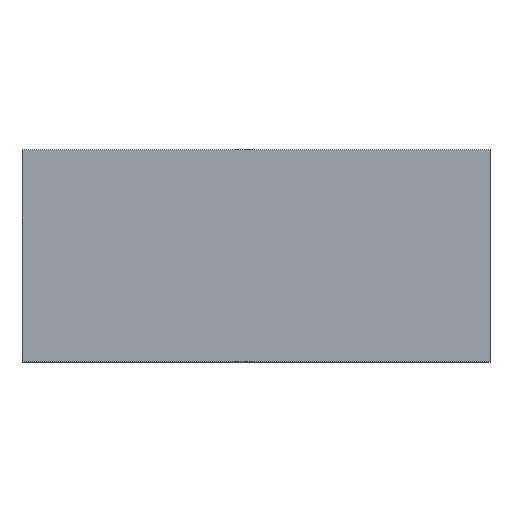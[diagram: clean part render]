
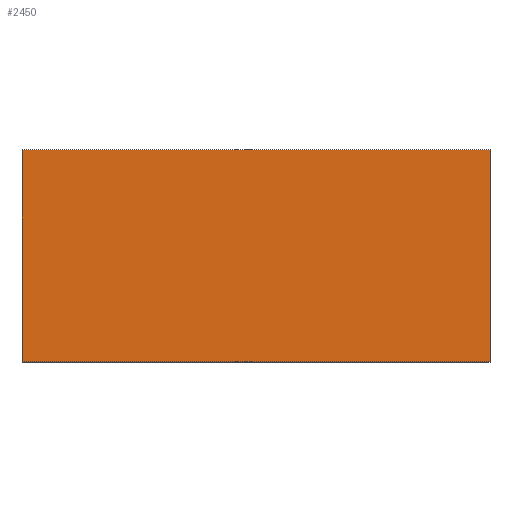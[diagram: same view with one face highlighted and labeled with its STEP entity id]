
A CAD part, top view. The second image highlights one B-rep face of the part: STEP entity #2450.
In plain terms, the highlighted planar face has unit normal (0, 0, 1).
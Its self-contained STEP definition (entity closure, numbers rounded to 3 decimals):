
#285=ORIENTED_EDGE('',*,*,#731,.T.);
#286=ORIENTED_EDGE('',*,*,#750,.F.);
#287=ORIENTED_EDGE('',*,*,#724,.F.);
#288=ORIENTED_EDGE('',*,*,#754,.T.);
#724=EDGE_CURVE('',#970,#971,#1126,.T.);
#731=EDGE_CURVE('',#978,#977,#1133,.T.);
#750=EDGE_CURVE('',#971,#977,#1152,.T.);
#754=EDGE_CURVE('',#970,#978,#1156,.T.);
#970=VERTEX_POINT('',#3367);
#971=VERTEX_POINT('',#3369);
#977=VERTEX_POINT('',#3382);
#978=VERTEX_POINT('',#3384);
#1126=LINE('',#3368,#1293);
#1133=LINE('',#3383,#1300);
#1152=LINE('',#3419,#1319);
#1156=LINE('',#3425,#1323);
#1293=VECTOR('',#2750,1000.);
#1300=VECTOR('',#2759,1000.);
#1319=VECTOR('',#2784,1000.);
#1323=VECTOR('',#2792,1000.);
#1425=EDGE_LOOP('',(#285,#286,#287,#288));
#1544=FACE_BOUND('',#1425,.T.);
#1645=PLANE('',#2570);
#2450=ADVANCED_FACE('',(#1544),#1645,.F.);
#2570=AXIS2_PLACEMENT_3D('',#3426,#2793,#2794);
#2750=DIRECTION('',(-1.,0.,0.));
#2759=DIRECTION('',(-1.,0.,0.));
#2784=DIRECTION('',(0.,1.,0.));
#2792=DIRECTION('',(0.,1.,0.));
#2793=DIRECTION('',(0.,0.,-1.));
#2794=DIRECTION('',(-1.,0.,0.));
#3367=CARTESIAN_POINT('',(13.25,-6.,10.85));
#3368=CARTESIAN_POINT('',(13.25,-6.,10.85));
#3369=CARTESIAN_POINT('',(-13.25,-6.,10.85));
#3382=CARTESIAN_POINT('',(-13.25,6.,10.85));
#3383=CARTESIAN_POINT('',(13.25,6.,10.85));
#3384=CARTESIAN_POINT('',(13.25,6.,10.85));
#3419=CARTESIAN_POINT('',(-13.25,-6.,10.85));
#3425=CARTESIAN_POINT('',(13.25,-6.,10.85));
#3426=CARTESIAN_POINT('',(13.25,-6.,10.85));
